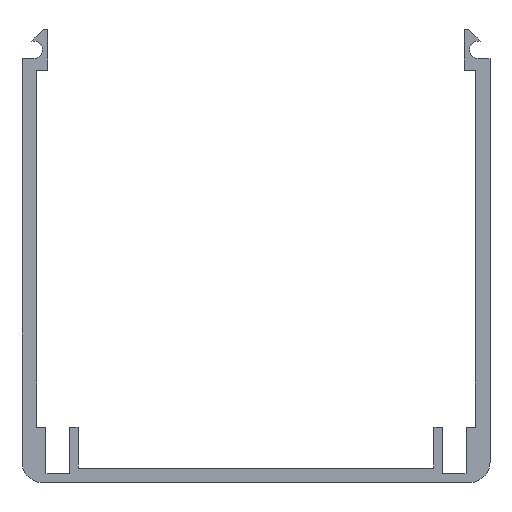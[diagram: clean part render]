
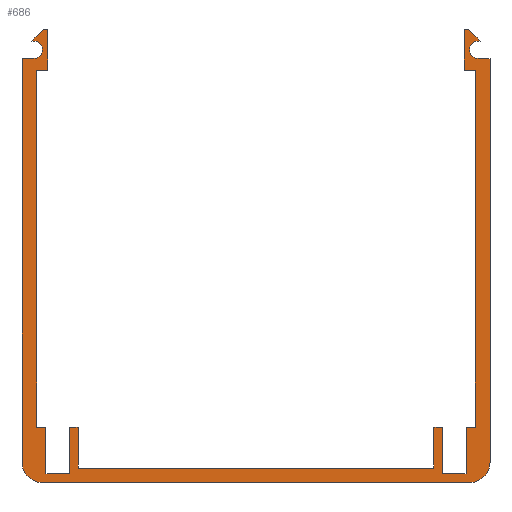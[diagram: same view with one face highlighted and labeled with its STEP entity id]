
A CAD part, top view. The second image highlights one B-rep face of the part: STEP entity #686.
In plain terms, the highlighted planar face has unit normal (0, 0, 1).
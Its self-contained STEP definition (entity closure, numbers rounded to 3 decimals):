
#44=PLANE('',#751);
#78=FACE_OUTER_BOUND('',#112,.T.);
#112=EDGE_LOOP('',(#617,#618,#619,#620,#621,#622,#623,#624,#625,#626,#627,
#628,#629,#630,#631,#632,#633,#634,#635,#636,#637,#638,#639,#640,#641,#642,
#643,#644,#645,#646,#647,#648));
#117=LINE('',#941,#205);
#147=LINE('',#1009,#235);
#148=LINE('',#1012,#236);
#150=LINE('',#1016,#238);
#153=LINE('',#1024,#241);
#155=LINE('',#1028,#243);
#157=LINE('',#1032,#245);
#159=LINE('',#1036,#247);
#161=LINE('',#1040,#249);
#163=LINE('',#1044,#251);
#165=LINE('',#1048,#253);
#167=LINE('',#1052,#255);
#169=LINE('',#1056,#257);
#171=LINE('',#1060,#259);
#173=LINE('',#1064,#261);
#175=LINE('',#1068,#263);
#177=LINE('',#1072,#265);
#179=LINE('',#1076,#267);
#181=LINE('',#1080,#269);
#183=LINE('',#1084,#271);
#185=LINE('',#1088,#273);
#187=LINE('',#1092,#275);
#189=LINE('',#1096,#277);
#191=LINE('',#1100,#279);
#193=LINE('',#1104,#281);
#195=LINE('',#1108,#283);
#197=LINE('',#1112,#285);
#200=LINE('',#1119,#288);
#205=VECTOR('',#766,10.);
#235=VECTOR('',#810,10.);
#236=VECTOR('',#813,10.);
#238=VECTOR('',#817,10.);
#241=VECTOR('',#826,10.);
#243=VECTOR('',#830,10.);
#245=VECTOR('',#834,10.);
#247=VECTOR('',#838,10.);
#249=VECTOR('',#842,10.);
#251=VECTOR('',#846,10.);
#253=VECTOR('',#850,10.);
#255=VECTOR('',#854,10.);
#257=VECTOR('',#858,10.);
#259=VECTOR('',#862,10.);
#261=VECTOR('',#866,10.);
#263=VECTOR('',#870,10.);
#265=VECTOR('',#874,10.);
#267=VECTOR('',#878,10.);
#269=VECTOR('',#882,10.);
#271=VECTOR('',#886,10.);
#273=VECTOR('',#890,10.);
#275=VECTOR('',#894,10.);
#277=VECTOR('',#898,10.);
#279=VECTOR('',#902,10.);
#281=VECTOR('',#906,10.);
#283=VECTOR('',#910,10.);
#285=VECTOR('',#914,10.);
#288=VECTOR('',#923,10.);
#289=CIRCLE('',#711,3.5);
#294=CIRCLE('',#719,3.5);
#295=CIRCLE('',#724,1.5);
#296=CIRCLE('',#749,1.5);
#297=VERTEX_POINT('',#928);
#298=VERTEX_POINT('',#929);
#302=VERTEX_POINT('',#939);
#332=VERTEX_POINT('',#1003);
#333=VERTEX_POINT('',#1007);
#334=VERTEX_POINT('',#1011);
#335=VERTEX_POINT('',#1015);
#336=VERTEX_POINT('',#1019);
#337=VERTEX_POINT('',#1023);
#338=VERTEX_POINT('',#1027);
#339=VERTEX_POINT('',#1031);
#340=VERTEX_POINT('',#1035);
#341=VERTEX_POINT('',#1039);
#342=VERTEX_POINT('',#1043);
#343=VERTEX_POINT('',#1047);
#344=VERTEX_POINT('',#1051);
#345=VERTEX_POINT('',#1055);
#346=VERTEX_POINT('',#1059);
#347=VERTEX_POINT('',#1063);
#348=VERTEX_POINT('',#1067);
#349=VERTEX_POINT('',#1071);
#350=VERTEX_POINT('',#1075);
#351=VERTEX_POINT('',#1079);
#352=VERTEX_POINT('',#1083);
#353=VERTEX_POINT('',#1087);
#354=VERTEX_POINT('',#1091);
#355=VERTEX_POINT('',#1095);
#356=VERTEX_POINT('',#1099);
#357=VERTEX_POINT('',#1103);
#358=VERTEX_POINT('',#1107);
#359=VERTEX_POINT('',#1111);
#360=VERTEX_POINT('',#1115);
#361=EDGE_CURVE('',#297,#298,#289,.T.);
#367=EDGE_CURVE('',#302,#297,#117,.T.);
#398=EDGE_CURVE('',#332,#302,#294,.T.);
#401=EDGE_CURVE('',#333,#332,#147,.T.);
#402=EDGE_CURVE('',#298,#334,#148,.T.);
#404=EDGE_CURVE('',#334,#335,#150,.T.);
#406=EDGE_CURVE('',#335,#336,#295,.T.);
#408=EDGE_CURVE('',#336,#337,#153,.T.);
#410=EDGE_CURVE('',#337,#338,#155,.T.);
#412=EDGE_CURVE('',#338,#339,#157,.T.);
#414=EDGE_CURVE('',#339,#340,#159,.T.);
#416=EDGE_CURVE('',#340,#341,#161,.T.);
#418=EDGE_CURVE('',#341,#342,#163,.T.);
#420=EDGE_CURVE('',#342,#343,#165,.T.);
#422=EDGE_CURVE('',#343,#344,#167,.T.);
#424=EDGE_CURVE('',#344,#345,#169,.T.);
#426=EDGE_CURVE('',#345,#346,#171,.T.);
#428=EDGE_CURVE('',#346,#347,#173,.T.);
#430=EDGE_CURVE('',#347,#348,#175,.T.);
#432=EDGE_CURVE('',#348,#349,#177,.T.);
#434=EDGE_CURVE('',#349,#350,#179,.T.);
#436=EDGE_CURVE('',#350,#351,#181,.T.);
#438=EDGE_CURVE('',#351,#352,#183,.T.);
#440=EDGE_CURVE('',#352,#353,#185,.T.);
#442=EDGE_CURVE('',#353,#354,#187,.T.);
#444=EDGE_CURVE('',#354,#355,#189,.T.);
#446=EDGE_CURVE('',#355,#356,#191,.T.);
#448=EDGE_CURVE('',#356,#357,#193,.T.);
#450=EDGE_CURVE('',#357,#358,#195,.T.);
#452=EDGE_CURVE('',#358,#359,#197,.T.);
#454=EDGE_CURVE('',#359,#360,#296,.T.);
#456=EDGE_CURVE('',#360,#333,#200,.T.);
#617=ORIENTED_EDGE('',*,*,#361,.F.);
#618=ORIENTED_EDGE('',*,*,#367,.F.);
#619=ORIENTED_EDGE('',*,*,#398,.F.);
#620=ORIENTED_EDGE('',*,*,#401,.F.);
#621=ORIENTED_EDGE('',*,*,#456,.F.);
#622=ORIENTED_EDGE('',*,*,#454,.F.);
#623=ORIENTED_EDGE('',*,*,#452,.F.);
#624=ORIENTED_EDGE('',*,*,#450,.F.);
#625=ORIENTED_EDGE('',*,*,#448,.F.);
#626=ORIENTED_EDGE('',*,*,#446,.F.);
#627=ORIENTED_EDGE('',*,*,#444,.F.);
#628=ORIENTED_EDGE('',*,*,#442,.F.);
#629=ORIENTED_EDGE('',*,*,#440,.F.);
#630=ORIENTED_EDGE('',*,*,#438,.F.);
#631=ORIENTED_EDGE('',*,*,#436,.F.);
#632=ORIENTED_EDGE('',*,*,#434,.F.);
#633=ORIENTED_EDGE('',*,*,#432,.F.);
#634=ORIENTED_EDGE('',*,*,#430,.F.);
#635=ORIENTED_EDGE('',*,*,#428,.F.);
#636=ORIENTED_EDGE('',*,*,#426,.F.);
#637=ORIENTED_EDGE('',*,*,#424,.F.);
#638=ORIENTED_EDGE('',*,*,#422,.F.);
#639=ORIENTED_EDGE('',*,*,#420,.F.);
#640=ORIENTED_EDGE('',*,*,#418,.F.);
#641=ORIENTED_EDGE('',*,*,#416,.F.);
#642=ORIENTED_EDGE('',*,*,#414,.F.);
#643=ORIENTED_EDGE('',*,*,#412,.F.);
#644=ORIENTED_EDGE('',*,*,#410,.F.);
#645=ORIENTED_EDGE('',*,*,#408,.F.);
#646=ORIENTED_EDGE('',*,*,#406,.F.);
#647=ORIENTED_EDGE('',*,*,#404,.F.);
#648=ORIENTED_EDGE('',*,*,#402,.F.);
#686=ADVANCED_FACE('',(#78),#44,.T.);
#711=AXIS2_PLACEMENT_3D('',#930,#756,#757);
#719=AXIS2_PLACEMENT_3D('',#1004,#804,#805);
#724=AXIS2_PLACEMENT_3D('',#1020,#821,#822);
#749=AXIS2_PLACEMENT_3D('',#1116,#918,#919);
#751=AXIS2_PLACEMENT_3D('',#1120,#924,#925);
#756=DIRECTION('center_axis',(0.,0.,-1.));
#757=DIRECTION('ref_axis',(-0.707,-0.707,0.));
#766=DIRECTION('',(-1.,0.,0.));
#804=DIRECTION('center_axis',(0.,0.,-1.));
#805=DIRECTION('ref_axis',(0.707,-0.707,0.));
#810=DIRECTION('',(0.,-1.,0.));
#813=DIRECTION('',(0.,1.,0.));
#817=DIRECTION('',(1.,0.,0.));
#821=DIRECTION('center_axis',(0.,0.,1.));
#822=DIRECTION('ref_axis',(0.,1.,0.));
#826=DIRECTION('',(0.707,0.707,0.));
#830=DIRECTION('',(1.,0.,0.));
#834=DIRECTION('',(0.,-1.,0.));
#838=DIRECTION('',(-1.,0.,0.));
#842=DIRECTION('',(0.,-1.,0.));
#846=DIRECTION('',(1.,0.,0.));
#850=DIRECTION('',(0.,-1.,0.));
#854=DIRECTION('',(1.,0.,0.));
#858=DIRECTION('',(0.,1.,0.));
#862=DIRECTION('',(1.,0.,0.));
#866=DIRECTION('',(0.,-1.,0.));
#870=DIRECTION('',(1.,0.,0.));
#874=DIRECTION('',(0.,1.,0.));
#878=DIRECTION('',(1.,0.,0.));
#882=DIRECTION('',(0.,-1.,0.));
#886=DIRECTION('',(1.,0.,0.));
#890=DIRECTION('',(0.,1.,0.));
#894=DIRECTION('',(1.,0.,0.));
#898=DIRECTION('',(0.,1.,0.));
#902=DIRECTION('',(-1.,0.,0.));
#906=DIRECTION('',(0.,1.,0.));
#910=DIRECTION('',(1.,0.,0.));
#914=DIRECTION('',(0.707,-0.707,0.));
#918=DIRECTION('center_axis',(0.,0.,1.));
#919=DIRECTION('ref_axis',(-0.226,-0.974,0.));
#923=DIRECTION('',(1.,0.,0.));
#924=DIRECTION('center_axis',(0.,0.,1.));
#925=DIRECTION('ref_axis',(1.,0.,0.));
#928=CARTESIAN_POINT('',(-36.5,0.,0.5));
#929=CARTESIAN_POINT('',(-40.,3.5,0.5));
#930=CARTESIAN_POINT('Origin',(-36.5,3.5,0.5));
#939=CARTESIAN_POINT('',(36.5,0.,0.5));
#941=CARTESIAN_POINT('',(-40.,0.,0.5));
#1003=CARTESIAN_POINT('',(40.,3.5,0.5));
#1004=CARTESIAN_POINT('Origin',(36.5,3.5,0.5));
#1007=CARTESIAN_POINT('',(40.,72.5,0.5));
#1009=CARTESIAN_POINT('',(40.,0.,0.5));
#1011=CARTESIAN_POINT('',(-40.,72.5,0.5));
#1012=CARTESIAN_POINT('',(-40.,72.5,0.5));
#1015=CARTESIAN_POINT('',(-38.,72.5,0.5));
#1016=CARTESIAN_POINT('',(-38.,72.5,0.5));
#1019=CARTESIAN_POINT('',(-38.339,75.461,0.5));
#1020=CARTESIAN_POINT('Origin',(-38.,74.,0.5));
#1023=CARTESIAN_POINT('',(-36.3,77.5,0.5));
#1024=CARTESIAN_POINT('',(-36.3,77.5,0.5));
#1027=CARTESIAN_POINT('',(-35.6,77.5,0.5));
#1028=CARTESIAN_POINT('',(-35.6,77.5,0.5));
#1031=CARTESIAN_POINT('',(-35.6,70.5,0.5));
#1032=CARTESIAN_POINT('',(-35.6,70.5,0.5));
#1035=CARTESIAN_POINT('',(-37.5,70.5,0.5));
#1036=CARTESIAN_POINT('',(-37.5,70.5,0.5));
#1039=CARTESIAN_POINT('',(-37.5,9.5,0.5));
#1040=CARTESIAN_POINT('',(-37.5,9.5,0.5));
#1043=CARTESIAN_POINT('',(-35.9,9.5,0.5));
#1044=CARTESIAN_POINT('',(-35.9,9.5,0.5));
#1047=CARTESIAN_POINT('',(-35.9,1.5,0.5));
#1048=CARTESIAN_POINT('',(-35.9,1.5,0.5));
#1051=CARTESIAN_POINT('',(-31.9,1.5,0.5));
#1052=CARTESIAN_POINT('',(-31.9,1.5,0.5));
#1055=CARTESIAN_POINT('',(-31.9,9.5,0.5));
#1056=CARTESIAN_POINT('',(-31.9,9.5,0.5));
#1059=CARTESIAN_POINT('',(-30.4,9.5,0.5));
#1060=CARTESIAN_POINT('',(-30.4,9.5,0.5));
#1063=CARTESIAN_POINT('',(-30.4,2.5,0.5));
#1064=CARTESIAN_POINT('',(-30.4,2.5,0.5));
#1067=CARTESIAN_POINT('',(30.4,2.5,0.5));
#1068=CARTESIAN_POINT('',(30.4,2.5,0.5));
#1071=CARTESIAN_POINT('',(30.4,9.5,0.5));
#1072=CARTESIAN_POINT('',(30.4,9.5,0.5));
#1075=CARTESIAN_POINT('',(31.9,9.5,0.5));
#1076=CARTESIAN_POINT('',(31.9,9.5,0.5));
#1079=CARTESIAN_POINT('',(31.9,1.5,0.5));
#1080=CARTESIAN_POINT('',(31.9,1.5,0.5));
#1083=CARTESIAN_POINT('',(35.9,1.5,0.5));
#1084=CARTESIAN_POINT('',(35.9,1.5,0.5));
#1087=CARTESIAN_POINT('',(35.9,9.5,0.5));
#1088=CARTESIAN_POINT('',(35.9,9.5,0.5));
#1091=CARTESIAN_POINT('',(37.5,9.5,0.5));
#1092=CARTESIAN_POINT('',(37.5,9.5,0.5));
#1095=CARTESIAN_POINT('',(37.5,70.5,0.5));
#1096=CARTESIAN_POINT('',(37.5,70.5,0.5));
#1099=CARTESIAN_POINT('',(35.6,70.5,0.5));
#1100=CARTESIAN_POINT('',(35.6,70.5,0.5));
#1103=CARTESIAN_POINT('',(35.6,77.5,0.5));
#1104=CARTESIAN_POINT('',(35.6,77.5,0.5));
#1107=CARTESIAN_POINT('',(36.3,77.5,0.5));
#1108=CARTESIAN_POINT('',(36.3,77.5,0.5));
#1111=CARTESIAN_POINT('',(38.339,75.461,0.5));
#1112=CARTESIAN_POINT('',(38.339,75.461,0.5));
#1115=CARTESIAN_POINT('',(38.,72.5,0.5));
#1116=CARTESIAN_POINT('Origin',(38.,74.,0.5));
#1119=CARTESIAN_POINT('',(40.,72.5,0.5));
#1120=CARTESIAN_POINT('Origin',(31.884,26.398,0.5));
